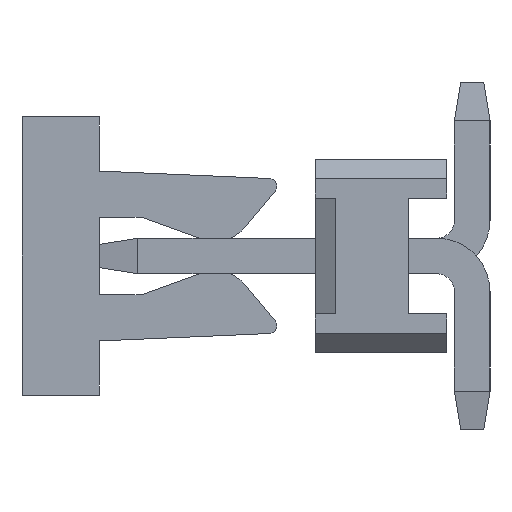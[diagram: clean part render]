
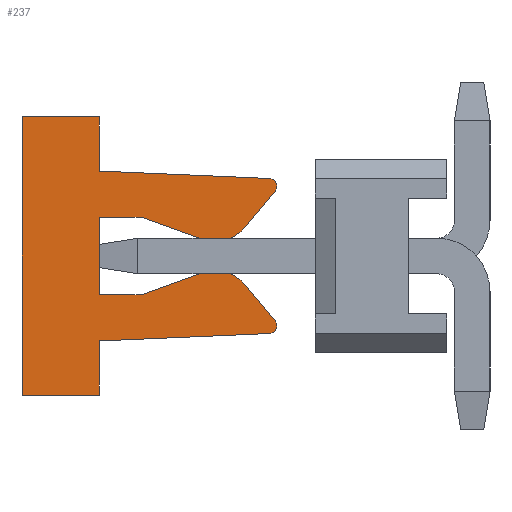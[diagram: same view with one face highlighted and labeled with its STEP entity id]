
A CAD part, left-side view. The second image highlights one B-rep face of the part: STEP entity #237.
In plain terms, the highlighted planar face has unit normal (-1, 0, 0).
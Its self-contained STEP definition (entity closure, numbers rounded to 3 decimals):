
#46=CARTESIAN_POINT('',(2.465,4.5,0.));
#47=DIRECTION('',(0.,0.,-1.));
#48=DIRECTION('',(-1.,-0.,-0.));
#49=AXIS2_PLACEMENT_3D('',#46,#48,#47);
#50=PLANE('',#49);
#51=CARTESIAN_POINT('',(2.465,4.5,1.8));
#52=VERTEX_POINT('',#51);
#53=CARTESIAN_POINT('',(2.465,5.5,1.8));
#54=VERTEX_POINT('',#53);
#55=CARTESIAN_POINT('',(2.465,4.5,1.8));
#56=DIRECTION('',(0.,1.,0.));
#57=VECTOR('',#56,1.);
#58=LINE('',#55,#57);
#59=EDGE_CURVE('',#52,#54,#58,.T.);
#60=ORIENTED_EDGE('',*,*,#59,.T.);
#61=CARTESIAN_POINT('',(2.465,5.5,-1.8));
#62=VERTEX_POINT('',#61);
#63=CARTESIAN_POINT('',(2.465,5.5,1.8));
#64=DIRECTION('',(0.,0.,-1.));
#65=VECTOR('',#64,3.6);
#66=LINE('',#63,#65);
#67=EDGE_CURVE('',#54,#62,#66,.T.);
#68=ORIENTED_EDGE('',*,*,#67,.T.);
#69=CARTESIAN_POINT('',(2.465,4.5,-1.8));
#70=VERTEX_POINT('',#69);
#71=CARTESIAN_POINT('',(2.465,5.5,-1.8));
#72=DIRECTION('',(0.,-1.,0.));
#73=VECTOR('',#72,1.);
#74=LINE('',#71,#73);
#75=EDGE_CURVE('',#62,#70,#74,.T.);
#76=ORIENTED_EDGE('',*,*,#75,.T.);
#77=CARTESIAN_POINT('',(2.465,4.5,-1.1));
#78=VERTEX_POINT('',#77);
#79=CARTESIAN_POINT('',(2.465,4.5,-1.8));
#80=DIRECTION('',(0.,0.,1.));
#81=VECTOR('',#80,0.7);
#82=LINE('',#79,#81);
#83=EDGE_CURVE('',#70,#78,#82,.T.);
#84=ORIENTED_EDGE('',*,*,#83,.T.);
#85=CARTESIAN_POINT('',(2.465,2.296,-1.004));
#86=VERTEX_POINT('',#85);
#87=CARTESIAN_POINT('',(2.465,4.5,-1.1));
#88=DIRECTION('',(0.,-0.999,0.044));
#89=VECTOR('',#88,2.206);
#90=LINE('',#87,#89);
#91=EDGE_CURVE('',#78,#86,#90,.T.);
#92=ORIENTED_EDGE('',*,*,#91,.T.);
#93=CARTESIAN_POINT('',(2.465,2.223,-0.84));
#94=VERTEX_POINT('',#93);
#95=CARTESIAN_POINT('',(2.465,2.3,-0.904));
#96=DIRECTION('',(0.,-0.044,-0.999));
#97=DIRECTION('',(-1.,0.,0.));
#98=AXIS2_PLACEMENT_3D('',#95,#97,#96);
#99=CIRCLE('',#98,0.1);
#100=EDGE_CURVE('',#86,#94,#99,.T.);
#101=ORIENTED_EDGE('',*,*,#100,.T.);
#102=CARTESIAN_POINT('',(2.465,2.616,-0.369));
#103=VERTEX_POINT('',#102);
#104=CARTESIAN_POINT('',(2.465,2.223,-0.84));
#105=DIRECTION('',(0.,0.641,0.767));
#106=VECTOR('',#105,0.613);
#107=LINE('',#104,#106);
#108=EDGE_CURVE('',#94,#103,#107,.T.);
#109=ORIENTED_EDGE('',*,*,#108,.T.);
#110=CARTESIAN_POINT('',(2.465,3.,-0.19));
#111=VERTEX_POINT('',#110);
#112=CARTESIAN_POINT('',(2.465,3.,-0.69));
#113=DIRECTION('',(0.,-0.767,0.641));
#114=DIRECTION('',(-1.,0.,0.));
#115=AXIS2_PLACEMENT_3D('',#112,#114,#113);
#116=CIRCLE('',#115,0.5);
#117=EDGE_CURVE('',#103,#111,#116,.T.);
#118=ORIENTED_EDGE('',*,*,#117,.T.);
#119=CARTESIAN_POINT('',(2.465,3.171,-0.22));
#120=VERTEX_POINT('',#119);
#121=CARTESIAN_POINT('',(2.465,3.,-0.69));
#122=DIRECTION('',(0.,0.,1.));
#123=DIRECTION('',(-1.,0.,0.));
#124=AXIS2_PLACEMENT_3D('',#121,#123,#122);
#125=CIRCLE('',#124,0.5);
#126=EDGE_CURVE('',#111,#120,#125,.T.);
#127=ORIENTED_EDGE('',*,*,#126,.T.);
#128=CARTESIAN_POINT('',(2.465,3.898,-0.485));
#129=VERTEX_POINT('',#128);
#130=CARTESIAN_POINT('',(2.465,3.171,-0.22));
#131=DIRECTION('',(0.,0.94,-0.342));
#132=VECTOR('',#131,0.774);
#133=LINE('',#130,#132);
#134=EDGE_CURVE('',#120,#129,#133,.T.);
#135=ORIENTED_EDGE('',*,*,#134,.T.);
#136=CARTESIAN_POINT('',(2.465,3.984,-0.5));
#137=VERTEX_POINT('',#136);
#138=CARTESIAN_POINT('',(2.465,3.984,-0.25));
#139=DIRECTION('',(0.,-0.342,-0.94));
#140=DIRECTION('',(1.,0.,0.));
#141=AXIS2_PLACEMENT_3D('',#138,#140,#139);
#142=CIRCLE('',#141,0.25);
#143=EDGE_CURVE('',#129,#137,#142,.T.);
#144=ORIENTED_EDGE('',*,*,#143,.T.);
#145=CARTESIAN_POINT('',(2.465,4.5,-0.5));
#146=VERTEX_POINT('',#145);
#147=CARTESIAN_POINT('',(2.465,3.984,-0.5));
#148=DIRECTION('',(0.,1.,0.));
#149=VECTOR('',#148,0.516);
#150=LINE('',#147,#149);
#151=EDGE_CURVE('',#137,#146,#150,.T.);
#152=ORIENTED_EDGE('',*,*,#151,.T.);
#153=CARTESIAN_POINT('',(2.465,4.5,0.5));
#154=VERTEX_POINT('',#153);
#155=CARTESIAN_POINT('',(2.465,4.5,-0.5));
#156=DIRECTION('',(0.,0.,1.));
#157=VECTOR('',#156,1.);
#158=LINE('',#155,#157);
#159=EDGE_CURVE('',#146,#154,#158,.T.);
#160=ORIENTED_EDGE('',*,*,#159,.T.);
#161=CARTESIAN_POINT('',(2.465,3.984,0.5));
#162=VERTEX_POINT('',#161);
#163=CARTESIAN_POINT('',(2.465,4.5,0.5));
#164=DIRECTION('',(0.,-1.,0.));
#165=VECTOR('',#164,0.516);
#166=LINE('',#163,#165);
#167=EDGE_CURVE('',#154,#162,#166,.T.);
#168=ORIENTED_EDGE('',*,*,#167,.T.);
#169=CARTESIAN_POINT('',(2.465,3.898,0.485));
#170=VERTEX_POINT('',#169);
#171=CARTESIAN_POINT('',(2.465,3.984,0.25));
#172=DIRECTION('',(0.,0.,1.));
#173=DIRECTION('',(1.,0.,0.));
#174=AXIS2_PLACEMENT_3D('',#171,#173,#172);
#175=CIRCLE('',#174,0.25);
#176=EDGE_CURVE('',#162,#170,#175,.T.);
#177=ORIENTED_EDGE('',*,*,#176,.T.);
#178=CARTESIAN_POINT('',(2.465,3.171,0.22));
#179=VERTEX_POINT('',#178);
#180=CARTESIAN_POINT('',(2.465,3.898,0.485));
#181=DIRECTION('',(0.,-0.94,-0.342));
#182=VECTOR('',#181,0.774);
#183=LINE('',#180,#182);
#184=EDGE_CURVE('',#170,#179,#183,.T.);
#185=ORIENTED_EDGE('',*,*,#184,.T.);
#186=CARTESIAN_POINT('',(2.465,3.,0.19));
#187=VERTEX_POINT('',#186);
#188=CARTESIAN_POINT('',(2.465,3.,0.69));
#189=DIRECTION('',(0.,0.342,-0.94));
#190=DIRECTION('',(-1.,0.,0.));
#191=AXIS2_PLACEMENT_3D('',#188,#190,#189);
#192=CIRCLE('',#191,0.5);
#193=EDGE_CURVE('',#179,#187,#192,.T.);
#194=ORIENTED_EDGE('',*,*,#193,.T.);
#195=CARTESIAN_POINT('',(2.465,2.616,0.369));
#196=VERTEX_POINT('',#195);
#197=CARTESIAN_POINT('',(2.465,3.,0.69));
#198=DIRECTION('',(0.,0.,-1.));
#199=DIRECTION('',(-1.,0.,0.));
#200=AXIS2_PLACEMENT_3D('',#197,#199,#198);
#201=CIRCLE('',#200,0.5);
#202=EDGE_CURVE('',#187,#196,#201,.T.);
#203=ORIENTED_EDGE('',*,*,#202,.T.);
#204=CARTESIAN_POINT('',(2.465,2.223,0.84));
#205=VERTEX_POINT('',#204);
#206=CARTESIAN_POINT('',(2.465,2.616,0.369));
#207=DIRECTION('',(0.,-0.641,0.767));
#208=VECTOR('',#207,0.613);
#209=LINE('',#206,#208);
#210=EDGE_CURVE('',#196,#205,#209,.T.);
#211=ORIENTED_EDGE('',*,*,#210,.T.);
#212=CARTESIAN_POINT('',(2.465,2.296,1.004));
#213=VERTEX_POINT('',#212);
#214=CARTESIAN_POINT('',(2.465,2.3,0.904));
#215=DIRECTION('',(0.,-0.767,-0.641));
#216=DIRECTION('',(-1.,0.,0.));
#217=AXIS2_PLACEMENT_3D('',#214,#216,#215);
#218=CIRCLE('',#217,0.1);
#219=EDGE_CURVE('',#205,#213,#218,.T.);
#220=ORIENTED_EDGE('',*,*,#219,.T.);
#221=CARTESIAN_POINT('',(2.465,4.5,1.1));
#222=VERTEX_POINT('',#221);
#223=CARTESIAN_POINT('',(2.465,2.296,1.004));
#224=DIRECTION('',(0.,0.999,0.044));
#225=VECTOR('',#224,2.206);
#226=LINE('',#223,#225);
#227=EDGE_CURVE('',#213,#222,#226,.T.);
#228=ORIENTED_EDGE('',*,*,#227,.T.);
#229=CARTESIAN_POINT('',(2.465,4.5,1.1));
#230=DIRECTION('',(0.,0.,1.));
#231=VECTOR('',#230,0.7);
#232=LINE('',#229,#231);
#233=EDGE_CURVE('',#222,#52,#232,.T.);
#234=ORIENTED_EDGE('',*,*,#233,.T.);
#235=EDGE_LOOP('',(#60,#68,#76,#84,#92,#101,#109,#118,#127,#135,#144,#152,#160,#168,#177,#185,#194,#203,#211,#220,#228,#234));
#236=FACE_OUTER_BOUND('',#235,.T.);
#237=ADVANCED_FACE('',(#236),#50,.T.);
